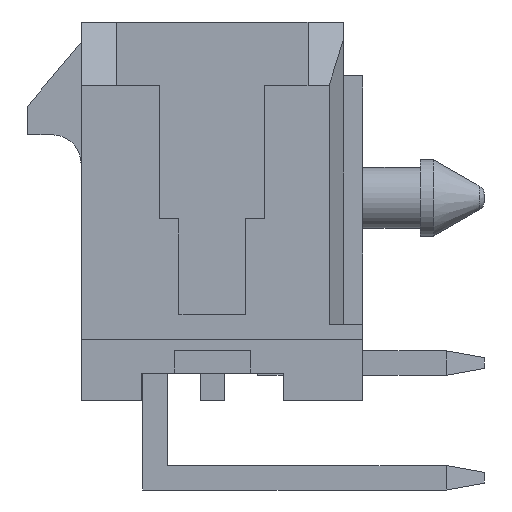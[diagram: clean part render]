
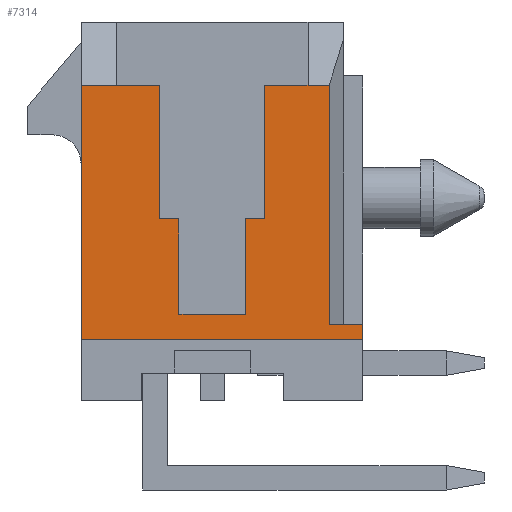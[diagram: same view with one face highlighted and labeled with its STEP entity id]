
A CAD part, left-side view. The second image highlights one B-rep face of the part: STEP entity #7314.
In plain terms, the highlighted planar face has unit normal (-1, 0, 0).
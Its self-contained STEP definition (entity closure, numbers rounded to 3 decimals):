
#1=DIRECTION('',(0.,0.,-1.));
#2=VECTOR('',#1,3.5);
#3=CARTESIAN_POINT('',(-10.825,-1.375,3.3));
#4=LINE('',#3,#2);
#5=DIRECTION('',(0.,1.,0.));
#6=VECTOR('',#5,1.125);
#7=CARTESIAN_POINT('',(-10.825,-2.5,3.3));
#8=LINE('',#7,#6);
#9=DIRECTION('',(0.,-1.,0.));
#10=VECTOR('',#9,0.555);
#11=CARTESIAN_POINT('',(-10.825,-2.5,3.3));
#12=LINE('',#11,#10);
#13=DIRECTION('',(0.,0.,-1.));
#14=VECTOR('',#13,6.26);
#15=CARTESIAN_POINT('',(-10.825,-3.055,3.3));
#16=LINE('',#15,#14);
#17=DIRECTION('',(0.,0.,-1.));
#18=VECTOR('',#17,0.4);
#19=CARTESIAN_POINT('',(-10.825,-3.935,-2.96));
#20=LINE('',#19,#18);
#21=DIRECTION('',(0.,1.,0.));
#22=VECTOR('',#21,7.37);
#23=CARTESIAN_POINT('',(-10.825,-3.935,-3.36));
#24=LINE('',#23,#22);
#25=DIRECTION('',(0.,0.,1.));
#26=VECTOR('',#25,6.66);
#27=CARTESIAN_POINT('',(-10.825,3.435,-3.36));
#28=LINE('',#27,#26);
#29=DIRECTION('',(0.,-1.,0.));
#30=VECTOR('',#29,0.935);
#31=CARTESIAN_POINT('',(-10.825,3.435,3.3));
#32=LINE('',#31,#30);
#33=DIRECTION('',(0.,1.,0.));
#34=VECTOR('',#33,1.125);
#35=CARTESIAN_POINT('',(-10.825,1.375,3.3));
#36=LINE('',#35,#34);
#37=DIRECTION('',(0.,0.,-1.));
#38=VECTOR('',#37,3.5);
#39=CARTESIAN_POINT('',(-10.825,1.375,3.3));
#40=LINE('',#39,#38);
#41=DIRECTION('',(0.,1.,0.));
#42=VECTOR('',#41,0.5);
#43=CARTESIAN_POINT('',(-10.825,0.875,-0.2));
#44=LINE('',#43,#42);
#45=DIRECTION('',(0.,0.,1.));
#46=VECTOR('',#45,2.5);
#47=CARTESIAN_POINT('',(-10.825,0.875,-2.7));
#48=LINE('',#47,#46);
#49=DIRECTION('',(0.,1.,0.));
#50=VECTOR('',#49,1.75);
#51=CARTESIAN_POINT('',(-10.825,-0.875,-2.7));
#52=LINE('',#51,#50);
#53=DIRECTION('',(0.,0.,-1.));
#54=VECTOR('',#53,2.5);
#55=CARTESIAN_POINT('',(-10.825,-0.875,-0.2));
#56=LINE('',#55,#54);
#57=DIRECTION('',(0.,1.,0.));
#58=VECTOR('',#57,0.5);
#59=CARTESIAN_POINT('',(-10.825,-1.375,-0.2));
#60=LINE('',#59,#58);
#5397=DIRECTION('',(0.,1.,0.));
#5398=VECTOR('',#5397,0.88);
#5399=CARTESIAN_POINT('',(-10.825,-3.935,-2.96));
#5400=LINE('',#5399,#5398);
#5566=CARTESIAN_POINT('',(-10.825,3.435,3.3));
#5568=VERTEX_POINT('',#5566);
#5611=CARTESIAN_POINT('',(-10.825,-3.935,-2.96));
#5612=CARTESIAN_POINT('',(-10.825,-3.055,-2.96));
#5613=VERTEX_POINT('',#5611);
#5614=VERTEX_POINT('',#5612);
#5619=CARTESIAN_POINT('',(-10.825,2.5,3.3));
#5620=VERTEX_POINT('',#5619);
#5621=CARTESIAN_POINT('',(-10.825,-2.5,3.3));
#5622=VERTEX_POINT('',#5621);
#5623=CARTESIAN_POINT('',(-10.825,-3.055,3.3));
#5624=VERTEX_POINT('',#5623);
#5863=CARTESIAN_POINT('',(-10.825,-1.375,3.3));
#5864=CARTESIAN_POINT('',(-10.825,-1.375,-0.2));
#5865=VERTEX_POINT('',#5863);
#5866=VERTEX_POINT('',#5864);
#5867=CARTESIAN_POINT('',(-10.825,-0.875,-0.2));
#5868=VERTEX_POINT('',#5867);
#5869=CARTESIAN_POINT('',(-10.825,-0.875,-2.7));
#5870=VERTEX_POINT('',#5869);
#5871=CARTESIAN_POINT('',(-10.825,0.875,-2.7));
#5872=VERTEX_POINT('',#5871);
#5873=CARTESIAN_POINT('',(-10.825,0.875,-0.2));
#5874=VERTEX_POINT('',#5873);
#5875=CARTESIAN_POINT('',(-10.825,1.375,-0.2));
#5876=VERTEX_POINT('',#5875);
#5877=CARTESIAN_POINT('',(-10.825,1.375,3.3));
#5878=VERTEX_POINT('',#5877);
#6593=CARTESIAN_POINT('',(-10.825,-3.935,-3.36));
#6594=CARTESIAN_POINT('',(-10.825,3.435,-3.36));
#6595=VERTEX_POINT('',#6593);
#6596=VERTEX_POINT('',#6594);
#7275=CARTESIAN_POINT('',(-10.825,0.,0.));
#7276=DIRECTION('',(1.,0.,0.));
#7277=DIRECTION('',(0.,0.,-1.));
#7278=AXIS2_PLACEMENT_3D('',#7275,#7276,#7277);
#7279=PLANE('',#7278);
#7281=ORIENTED_EDGE('',*,*,#7280,.F.);
#7283=ORIENTED_EDGE('',*,*,#7282,.F.);
#7285=ORIENTED_EDGE('',*,*,#7284,.T.);
#7287=ORIENTED_EDGE('',*,*,#7286,.T.);
#7289=ORIENTED_EDGE('',*,*,#7288,.F.);
#7291=ORIENTED_EDGE('',*,*,#7290,.T.);
#7293=ORIENTED_EDGE('',*,*,#7292,.T.);
#7295=ORIENTED_EDGE('',*,*,#7294,.T.);
#7297=ORIENTED_EDGE('',*,*,#7296,.T.);
#7299=ORIENTED_EDGE('',*,*,#7298,.F.);
#7301=ORIENTED_EDGE('',*,*,#7300,.T.);
#7303=ORIENTED_EDGE('',*,*,#7302,.F.);
#7305=ORIENTED_EDGE('',*,*,#7304,.F.);
#7307=ORIENTED_EDGE('',*,*,#7306,.F.);
#7309=ORIENTED_EDGE('',*,*,#7308,.F.);
#7311=ORIENTED_EDGE('',*,*,#7310,.F.);
#7312=EDGE_LOOP('',(#7281,#7283,#7285,#7287,#7289,#7291,#7293,#7295,#7297,#7299,
#7301,#7303,#7305,#7307,#7309,#7311));
#7313=FACE_OUTER_BOUND('',#7312,.F.);
#7314=ADVANCED_FACE('',(#7313),#7279,.F.);
#7280=EDGE_CURVE('',#5865,#5866,#4,.T.);
#7282=EDGE_CURVE('',#5622,#5865,#8,.T.);
#7284=EDGE_CURVE('',#5622,#5624,#12,.T.);
#7286=EDGE_CURVE('',#5624,#5614,#16,.T.);
#7288=EDGE_CURVE('',#5613,#5614,#5400,.T.);
#7290=EDGE_CURVE('',#5613,#6595,#20,.T.);
#7292=EDGE_CURVE('',#6595,#6596,#24,.T.);
#7294=EDGE_CURVE('',#6596,#5568,#28,.T.);
#7296=EDGE_CURVE('',#5568,#5620,#32,.T.);
#7298=EDGE_CURVE('',#5878,#5620,#36,.T.);
#7300=EDGE_CURVE('',#5878,#5876,#40,.T.);
#7302=EDGE_CURVE('',#5874,#5876,#44,.T.);
#7304=EDGE_CURVE('',#5872,#5874,#48,.T.);
#7306=EDGE_CURVE('',#5870,#5872,#52,.T.);
#7308=EDGE_CURVE('',#5868,#5870,#56,.T.);
#7310=EDGE_CURVE('',#5866,#5868,#60,.T.);
